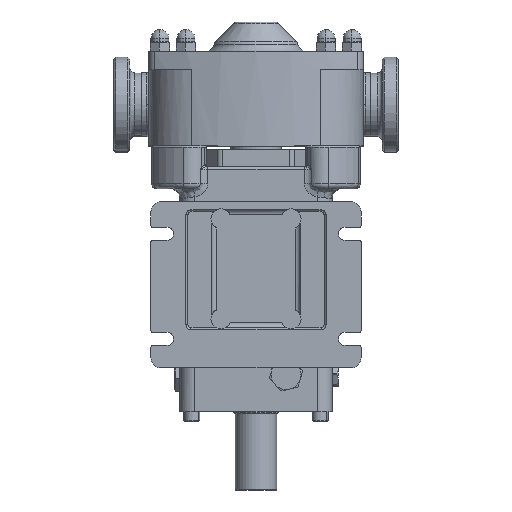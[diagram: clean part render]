
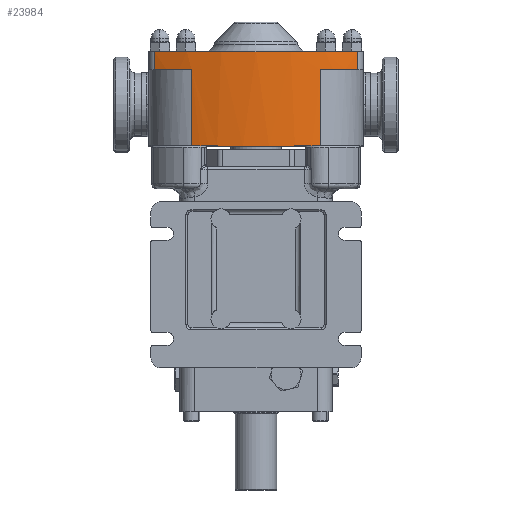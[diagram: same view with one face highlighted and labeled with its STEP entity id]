
A CAD part, front view. The second image highlights one B-rep face of the part: STEP entity #23984.
In plain terms, the highlighted cylindrical face has radius 231 mm (diameter 462 mm), a partial arc.
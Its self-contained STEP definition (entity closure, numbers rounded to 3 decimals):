
#2 = ORIENTED_EDGE ( 'NONE', *, *, #25650, .T. ) ;
#44 = AXIS2_PLACEMENT_3D ( 'NONE', #2664, #29768, #27493 ) ;
#98 = AXIS2_PLACEMENT_3D ( 'NONE', #19621, #5278, #7846 ) ;
#680 = DIRECTION ( 'NONE',  ( 0., 0., -1. ) ) ;
#702 = DIRECTION ( 'NONE',  ( 0., 0., 1. ) ) ;
#714 = CARTESIAN_POINT ( 'NONE',  ( 38.841, -146.711, -41.5 ) ) ;
#990 = CARTESIAN_POINT ( 'NONE',  ( -38.841, -146.711, -41.5 ) ) ;
#1291 = VECTOR ( 'NONE', #27927, 1000. ) ;
#1806 = EDGE_CURVE ( 'NONE', #20430, #5883, #21413, .T. ) ;
#1953 = CIRCLE ( 'NONE', #10190, 231. ) ;
#2061 = CARTESIAN_POINT ( 'NONE',  ( -64.465, -140.823, 35. ) ) ;
#2524 = ORIENTED_EDGE ( 'NONE', *, *, #1806, .F. ) ;
#2664 = CARTESIAN_POINT ( 'NONE',  ( 0., 81., 35. ) ) ;
#2927 = CYLINDRICAL_SURFACE ( 'NONE', #4240, 231. ) ;
#4240 = AXIS2_PLACEMENT_3D ( 'NONE', #16549, #5063, #14275 ) ;
#4585 = EDGE_CURVE ( 'NONE', #23659, #27258, #21536, .T. ) ;
#4605 = EDGE_CURVE ( 'NONE', #28318, #23659, #10329, .T. ) ;
#5063 = DIRECTION ( 'NONE',  ( 0., 0., 1. ) ) ;
#5069 = DIRECTION ( 'NONE',  ( 1., 0., 0. ) ) ;
#5278 = DIRECTION ( 'NONE',  ( 0., 0., -1. ) ) ;
#5370 = DIRECTION ( 'NONE',  ( 0., 0., 1. ) ) ;
#5681 = CARTESIAN_POINT ( 'NONE',  ( 64.465, -140.823, 35. ) ) ;
#5771 = VERTEX_POINT ( 'NONE', #6550 ) ;
#5883 = VERTEX_POINT ( 'NONE', #5927 ) ;
#5927 = CARTESIAN_POINT ( 'NONE',  ( -101.389, -126.56, 53. ) ) ;
#6073 = ORIENTED_EDGE ( 'NONE', *, *, #4585, .T. ) ;
#6162 = CARTESIAN_POINT ( 'NONE',  ( 64.465, -140.823, -149.253 ) ) ;
#6550 = CARTESIAN_POINT ( 'NONE',  ( 101.389, -126.56, 35. ) ) ;
#7450 = VERTEX_POINT ( 'NONE', #2061 ) ;
#7846 = DIRECTION ( 'NONE',  ( 1., 0., 0. ) ) ;
#7897 = DIRECTION ( 'NONE',  ( 0., 0., 1. ) ) ;
#8290 = DIRECTION ( 'NONE',  ( 0., 0., 1. ) ) ;
#8534 = ORIENTED_EDGE ( 'NONE', *, *, #23739, .T. ) ;
#9336 = VECTOR ( 'NONE', #680, 1000. ) ;
#9497 = CARTESIAN_POINT ( 'NONE',  ( -64.465, -140.823, -41. ) ) ;
#9634 = VECTOR ( 'NONE', #15048, 1000. ) ;
#9639 = ORIENTED_EDGE ( 'NONE', *, *, #12820, .T. ) ;
#9760 = AXIS2_PLACEMENT_3D ( 'NONE', #26544, #10661, #22128 ) ;
#10041 = VERTEX_POINT ( 'NONE', #28538 ) ;
#10190 = AXIS2_PLACEMENT_3D ( 'NONE', #19815, #7897, #21649 ) ;
#10238 = DIRECTION ( 'NONE',  ( 1., 0., 0. ) ) ;
#10302 = VECTOR ( 'NONE', #8290, 1000. ) ;
#10329 = CIRCLE ( 'NONE', #24301, 231. ) ;
#10661 = DIRECTION ( 'NONE',  ( 0., 0., -1. ) ) ;
#10811 = CARTESIAN_POINT ( 'NONE',  ( 38.841, -146.711, -149.253 ) ) ;
#11720 = ORIENTED_EDGE ( 'NONE', *, *, #23601, .F. ) ;
#11868 = CARTESIAN_POINT ( 'NONE',  ( -38.841, -146.711, -149.253 ) ) ;
#12099 = ORIENTED_EDGE ( 'NONE', *, *, #15532, .F. ) ;
#12360 = VERTEX_POINT ( 'NONE', #12371 ) ;
#12371 = CARTESIAN_POINT ( 'NONE',  ( 101.389, -126.56, 53. ) ) ;
#12639 = CARTESIAN_POINT ( 'NONE',  ( 101.389, -126.56, 32. ) ) ;
#12816 = EDGE_CURVE ( 'NONE', #25355, #21960, #24548, .T. ) ;
#12820 = EDGE_CURVE ( 'NONE', #5771, #12360, #20010, .T. ) ;
#13106 = CIRCLE ( 'NONE', #44, 231. ) ;
#14159 = CARTESIAN_POINT ( 'NONE',  ( -38.841, -146.711, -41. ) ) ;
#14275 = DIRECTION ( 'NONE',  ( -1., 0., 0. ) ) ;
#14518 = VECTOR ( 'NONE', #702, 1000. ) ;
#14875 = CARTESIAN_POINT ( 'NONE',  ( -101.389, -126.56, 35. ) ) ;
#15048 = DIRECTION ( 'NONE',  ( 0., 0., 1. ) ) ;
#15053 = CIRCLE ( 'NONE', #9760, 231. ) ;
#15532 = EDGE_CURVE ( 'NONE', #25355, #27258, #16044, .T. ) ;
#15716 = EDGE_CURVE ( 'NONE', #10041, #16944, #29001, .T. ) ;
#16044 = CIRCLE ( 'NONE', #98, 231. ) ;
#16549 = CARTESIAN_POINT ( 'NONE',  ( 0., 81., -149.253 ) ) ;
#16854 = CARTESIAN_POINT ( 'NONE',  ( 0., 81., -41. ) ) ;
#16944 = VERTEX_POINT ( 'NONE', #5681 ) ;
#17096 = EDGE_CURVE ( 'NONE', #12360, #5883, #15053, .T. ) ;
#17322 = CARTESIAN_POINT ( 'NONE',  ( 0., 81., -41. ) ) ;
#17357 = VECTOR ( 'NONE', #21842, 1000. ) ;
#18001 = ORIENTED_EDGE ( 'NONE', *, *, #17096, .T. ) ;
#18294 = ORIENTED_EDGE ( 'NONE', *, *, #25316, .T. ) ;
#19621 = CARTESIAN_POINT ( 'NONE',  ( 0., 81., -41.5 ) ) ;
#19727 = DIRECTION ( 'NONE',  ( 0., 0., 1. ) ) ;
#19815 = CARTESIAN_POINT ( 'NONE',  ( 0., 81., 35. ) ) ;
#20010 = LINE ( 'NONE', #12639, #17357 ) ;
#20430 = VERTEX_POINT ( 'NONE', #14875 ) ;
#21413 = LINE ( 'NONE', #21700, #14518 ) ;
#21536 = LINE ( 'NONE', #11868, #9336 ) ;
#21649 = DIRECTION ( 'NONE',  ( -1., 0., 0. ) ) ;
#21700 = CARTESIAN_POINT ( 'NONE',  ( -101.389, -126.56, 32. ) ) ;
#21842 = DIRECTION ( 'NONE',  ( 0., 0., 1. ) ) ;
#21960 = VERTEX_POINT ( 'NONE', #28600 ) ;
#22128 = DIRECTION ( 'NONE',  ( -1., 0., 0. ) ) ;
#23062 = LINE ( 'NONE', #23516, #1291 ) ;
#23268 = ORIENTED_EDGE ( 'NONE', *, *, #12816, .T. ) ;
#23516 = CARTESIAN_POINT ( 'NONE',  ( -64.465, -140.823, -149.253 ) ) ;
#23601 = EDGE_CURVE ( 'NONE', #28318, #7450, #23062, .T. ) ;
#23659 = VERTEX_POINT ( 'NONE', #14159 ) ;
#23739 = EDGE_CURVE ( 'NONE', #21960, #10041, #24952, .T. ) ;
#23984 = ADVANCED_FACE ( 'NONE', ( #25460 ), #2927, .T. ) ;
#24301 = AXIS2_PLACEMENT_3D ( 'NONE', #16854, #5370, #5069 ) ;
#24548 = LINE ( 'NONE', #10811, #9634 ) ;
#24952 = CIRCLE ( 'NONE', #28826, 231. ) ;
#25316 = EDGE_CURVE ( 'NONE', #20430, #7450, #13106, .T. ) ;
#25355 = VERTEX_POINT ( 'NONE', #714 ) ;
#25460 = FACE_OUTER_BOUND ( 'NONE', #27642, .T. ) ;
#25650 = EDGE_CURVE ( 'NONE', #16944, #5771, #1953, .T. ) ;
#26117 = ORIENTED_EDGE ( 'NONE', *, *, #4605, .T. ) ;
#26544 = CARTESIAN_POINT ( 'NONE',  ( 0., 81., 53. ) ) ;
#26908 = ORIENTED_EDGE ( 'NONE', *, *, #15716, .T. ) ;
#27258 = VERTEX_POINT ( 'NONE', #990 ) ;
#27493 = DIRECTION ( 'NONE',  ( -1., 0., 0. ) ) ;
#27642 = EDGE_LOOP ( 'NONE', ( #26117, #6073, #12099, #23268, #8534, #26908, #2, #9639, #18001, #2524, #18294, #11720 ) ) ;
#27927 = DIRECTION ( 'NONE',  ( 0., 0., 1. ) ) ;
#28318 = VERTEX_POINT ( 'NONE', #9497 ) ;
#28538 = CARTESIAN_POINT ( 'NONE',  ( 64.465, -140.823, -41. ) ) ;
#28600 = CARTESIAN_POINT ( 'NONE',  ( 38.841, -146.711, -41. ) ) ;
#28826 = AXIS2_PLACEMENT_3D ( 'NONE', #17322, #19727, #10238 ) ;
#29001 = LINE ( 'NONE', #6162, #10302 ) ;
#29768 = DIRECTION ( 'NONE',  ( 0., 0., 1. ) ) ;
